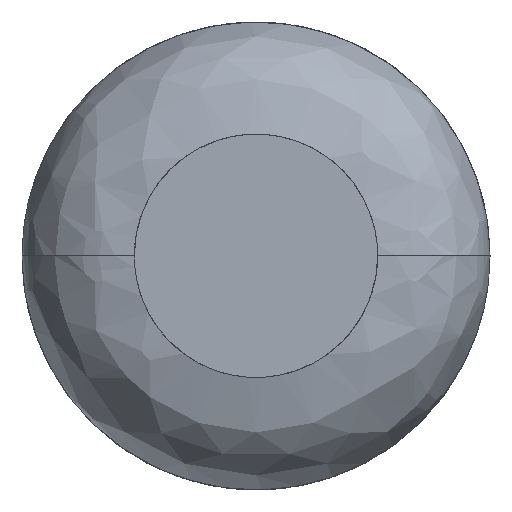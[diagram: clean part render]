
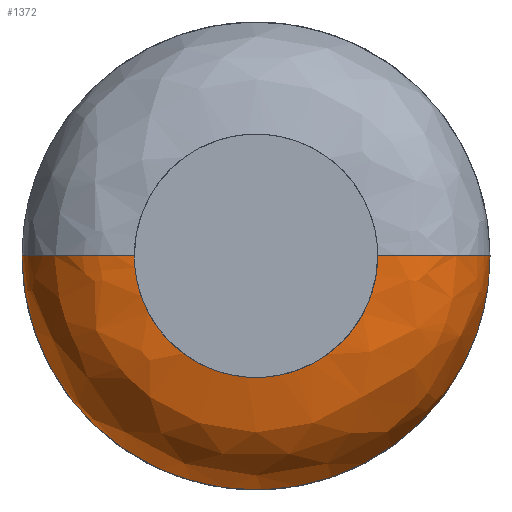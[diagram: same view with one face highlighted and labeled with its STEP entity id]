
A CAD part, top view. The second image highlights one B-rep face of the part: STEP entity #1372.
In plain terms, the highlighted free-form (B-spline) face has degree [3, 3] with [4, 4] control points.
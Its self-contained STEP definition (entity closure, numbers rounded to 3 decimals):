
#1372 = ADVANCED_FACE('',(#1373),#1410,.T.);
#1373 = FACE_BOUND('',#1374,.T.);
#1374 = EDGE_LOOP('',(#1375,#1385,#1394,#1402));
#1375 = ORIENTED_EDGE('',*,*,#1376,.T.);
#1376 = EDGE_CURVE('',#1377,#1379,#1381,.T.);
#1377 = VERTEX_POINT('',#1378);
#1378 = CARTESIAN_POINT('',(-6.711,0.,
    0.));
#1379 = VERTEX_POINT('',#1380);
#1380 = CARTESIAN_POINT('',(-12.906,0.,
    -6.195));
#1381 = ( BOUNDED_CURVE() B_SPLINE_CURVE(2,(#1382,#1383,#1384),
.UNSPECIFIED.,.F.,.F.) B_SPLINE_CURVE_WITH_KNOTS((3,3),(0.,
1.571),.PIECEWISE_BEZIER_KNOTS.) CURVE() 
GEOMETRIC_REPRESENTATION_ITEM() RATIONAL_B_SPLINE_CURVE((1.,
0.707,1.)) REPRESENTATION_ITEM('') );
#1382 = CARTESIAN_POINT('',(-6.711,0.,0.));
#1383 = CARTESIAN_POINT('',(-12.906,0.,0.));
#1384 = CARTESIAN_POINT('',(-12.906,0.,
    -6.195));
#1385 = ORIENTED_EDGE('',*,*,#1386,.T.);
#1386 = EDGE_CURVE('',#1379,#1387,#1389,.T.);
#1387 = VERTEX_POINT('',#1388);
#1388 = CARTESIAN_POINT('',(12.906,0.,-6.195));
#1389 = ( BOUNDED_CURVE() B_SPLINE_CURVE(3,(#1390,#1391,#1392,#1393),
.UNSPECIFIED.,.F.,.F.) B_SPLINE_CURVE_WITH_KNOTS((4,4),(0.,1.),
.PIECEWISE_BEZIER_KNOTS.) CURVE() GEOMETRIC_REPRESENTATION_ITEM() 
RATIONAL_B_SPLINE_CURVE((0.957,0.319,0.319,
0.957)) REPRESENTATION_ITEM('') );
#1390 = CARTESIAN_POINT('',(-12.906,0.,-6.195));
#1391 = CARTESIAN_POINT('',(-12.906,-25.812,
    -6.195));
#1392 = CARTESIAN_POINT('',(12.906,-25.812,
    -6.195));
#1393 = CARTESIAN_POINT('',(12.906,0.,-6.195));
#1394 = ORIENTED_EDGE('',*,*,#1395,.T.);
#1395 = EDGE_CURVE('',#1387,#1396,#1398,.T.);
#1396 = VERTEX_POINT('',#1397);
#1397 = CARTESIAN_POINT('',(6.711,0.,
    0.));
#1398 = ( BOUNDED_CURVE() B_SPLINE_CURVE(2,(#1399,#1400,#1401),
.UNSPECIFIED.,.F.,.F.) B_SPLINE_CURVE_WITH_KNOTS((3,3),(0.,
1.571),.PIECEWISE_BEZIER_KNOTS.) CURVE() 
GEOMETRIC_REPRESENTATION_ITEM() RATIONAL_B_SPLINE_CURVE((1.,
0.707,1.)) REPRESENTATION_ITEM('') );
#1399 = CARTESIAN_POINT('',(12.906,0.,-6.195));
#1400 = CARTESIAN_POINT('',(12.906,0.,
    0.));
#1401 = CARTESIAN_POINT('',(6.711,0.,0.));
#1402 = ORIENTED_EDGE('',*,*,#1403,.T.);
#1403 = EDGE_CURVE('',#1396,#1377,#1404,.T.);
#1404 = ( BOUNDED_CURVE() B_SPLINE_CURVE(2,(#1405,#1406,#1407,#1408,
#1409),.UNSPECIFIED.,.F.,.F.) B_SPLINE_CURVE_WITH_KNOTS((3,2,3),(0.,
1.571,3.142),.PIECEWISE_BEZIER_KNOTS.) CURVE() 
GEOMETRIC_REPRESENTATION_ITEM() RATIONAL_B_SPLINE_CURVE((1.,
0.707,1.,0.707,1.)) REPRESENTATION_ITEM('') );
#1405 = CARTESIAN_POINT('',(6.711,0.,
    0.));
#1406 = CARTESIAN_POINT('',(6.711,-6.711,
    0.));
#1407 = CARTESIAN_POINT('',(0.,-6.711,
    0.));
#1408 = CARTESIAN_POINT('',(-6.711,-6.711,
    0.));
#1409 = CARTESIAN_POINT('',(-6.711,0.,
    0.));
#1410 = ( BOUNDED_SURFACE() B_SPLINE_SURFACE(3,3,(
    (#1411,#1412,#1413,#1414)
    ,(#1415,#1416,#1417,#1418)
    ,(#1419,#1420,#1421,#1422)
    ,(#1423,#1424,#1425,#1426
)),.UNSPECIFIED.,.F.,.F.,.F.) B_SPLINE_SURFACE_WITH_KNOTS((4,4),(4,4),(
    0.,1.),(0.,1.),.PIECEWISE_BEZIER_KNOTS.) 
GEOMETRIC_REPRESENTATION_ITEM() RATIONAL_B_SPLINE_SURFACE((
    (1.,0.333,0.333,1.)
    ,(0.755,0.252,0.252,0.755)
    ,(0.755,0.252,0.252,0.755)
,(1.,0.333,0.333,1.
))) REPRESENTATION_ITEM('') SURFACE() );
#1411 = CARTESIAN_POINT('',(-6.093,0.,-0.031));
#1412 = CARTESIAN_POINT('',(-6.093,-12.185,
    -0.031));
#1413 = CARTESIAN_POINT('',(6.093,-12.185,
    -0.031));
#1414 = CARTESIAN_POINT('',(6.093,0.,-0.031));
#1415 = CARTESIAN_POINT('',(-10.305,0.,0.392));
#1416 = CARTESIAN_POINT('',(-10.305,-20.609,
    0.392));
#1417 = CARTESIAN_POINT('',(10.305,-20.609,
    0.392));
#1418 = CARTESIAN_POINT('',(10.305,0.,0.392));
#1419 = CARTESIAN_POINT('',(-13.298,0.,-2.602));
#1420 = CARTESIAN_POINT('',(-13.298,-26.596,
    -2.602));
#1421 = CARTESIAN_POINT('',(13.298,-26.596,
    -2.602));
#1422 = CARTESIAN_POINT('',(13.298,0.,-2.602));
#1423 = CARTESIAN_POINT('',(-12.875,0.,-6.813));
#1424 = CARTESIAN_POINT('',(-12.875,-25.75,
    -6.813));
#1425 = CARTESIAN_POINT('',(12.875,-25.75,
    -6.813));
#1426 = CARTESIAN_POINT('',(12.875,0.,-6.813));
